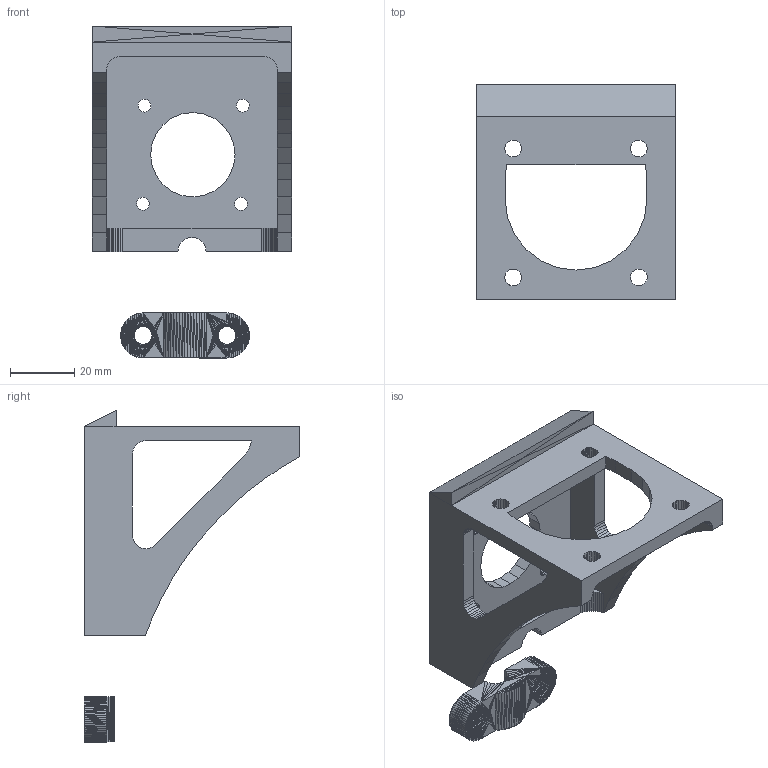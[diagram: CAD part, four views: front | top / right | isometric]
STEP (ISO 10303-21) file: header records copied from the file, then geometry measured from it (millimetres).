
FILE_DESCRIPTION(/* description */ (''),/* implementation_level */ '2;1');
FILE_NAME(/* name */ 'GM_Z_MotorMount.step',/* time_stamp */ '2023-10-08T10:00:06-07:00',/* author */ (''),/* organization */ (''),/* preprocessor_version */ 'ST-DEVELOPER v20',/* originating_system */ 'Autodesk Translation Framework v12.14.0.127',/* authorisation */ '');
FILE_SCHEMA (('AUTOMOTIVE_DESIGN { 1 0 10303 214 3 1 1 }'));
Length unit declared in the file: millimetre
Products named in the file (2): GM; RS Z lower motor mounts1 v2
Assembly tree (1 placements, depth 2):
  GM
    RS Z lower motor mounts1 v2
Bounding box: 62.02 x 67 x 103.05 mm (x, y, z)
Volume: 46725.9 mm3; surface area: 26602.8 mm2
Topology: 3 solids, 3 shells, 1982 faces, 3715 edges, 1734 vertices
Faces by surface type: plane 1982
Entity records: 45492 total; most frequent: DIRECTION 7689, CARTESIAN_POINT 7441, ORIENTED_EDGE 7434, LINE 3717, VECTOR 3717, EDGE_CURVE 3717, EDGE_LOOP 2011, AXIS2_PLACEMENT_3D 1986
